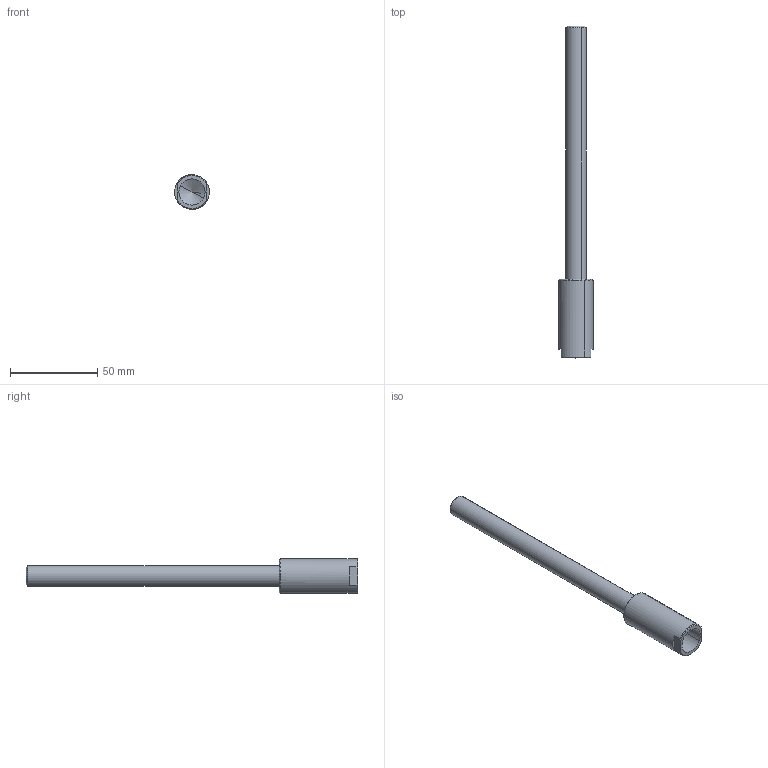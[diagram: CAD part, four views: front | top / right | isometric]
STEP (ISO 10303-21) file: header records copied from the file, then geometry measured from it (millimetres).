
FILE_DESCRIPTION(('CATIA V5 STEP Exchange'),'2;1');
FILE_NAME('Axe_12_135.stp','2016-08-01T08:28:04+00:00',('none'),('none'),'CATIA Version 5 Release 16 (IN-10)','CATIA V5 STEP AP203','none');
FILE_SCHEMA(('CONFIG_CONTROL_DESIGN'));
Length unit declared in the file: millimetre
Products named in the file (1): Axe_12_135
Bounding box: 19.99 x 190 x 20 mm (x, y, z)
Volume: 23075 mm3; surface area: 10772.2 mm2
Topology: 1 solids, 1 shells, 27 faces, 60 edges, 35 vertices
Faces by surface type: cone 10, plane 7, cylinder 6, torus 4
Entity records: 721 total; most frequent: CARTESIAN_POINT 132, ORIENTED_EDGE 116, DIRECTION 94, EDGE_CURVE 58, AXIS2_PLACEMENT_3D 53, VERTEX_POINT 35, CIRCLE 32, EDGE_LOOP 29
